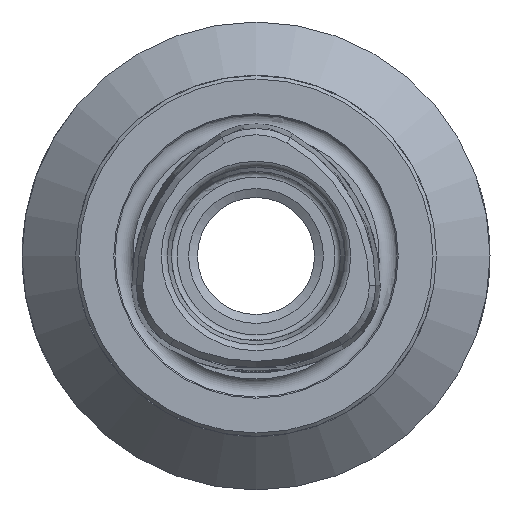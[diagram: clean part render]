
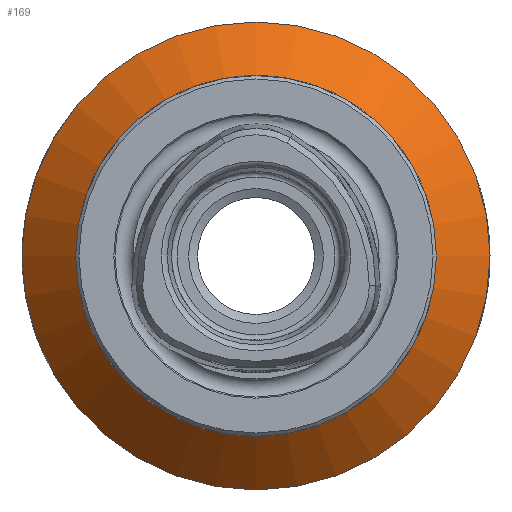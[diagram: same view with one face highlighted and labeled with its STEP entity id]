
A CAD part, left-side view. The second image highlights one B-rep face of the part: STEP entity #169.
In plain terms, the highlighted conical face has half-angle 45 degrees and reference radius 20.75 mm.
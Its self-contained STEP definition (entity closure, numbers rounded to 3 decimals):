
#169 = ADVANCED_FACE( '', ( #419, #420 ), #421, .T. );
#419 = FACE_BOUND( '', #783, .T. );
#420 = FACE_OUTER_BOUND( '', #784, .T. );
#421 = CONICAL_SURFACE( '', #785, 20.75, 0.785 );
#783 = EDGE_LOOP( '', ( #1228 ) );
#784 = EDGE_LOOP( '', ( #1229 ) );
#785 = AXIS2_PLACEMENT_3D( '', #1230, #1231, #1232 );
#1228 = ORIENTED_EDGE( '', *, *, #1977, .F. );
#1229 = ORIENTED_EDGE( '', *, *, #1978, .T. );
#1230 = CARTESIAN_POINT( '', ( 19.75, 0., 0. ) );
#1231 = DIRECTION( '', ( 1., 0., 0. ) );
#1232 = DIRECTION( '', ( 0., 0., -1. ) );
#1977 = EDGE_CURVE( '', #2342, #2342, #2343, .T. );
#1978 = EDGE_CURVE( '', #2344, #2344, #2345, .T. );
#2342 = VERTEX_POINT( '', #2939 );
#2343 = CIRCLE( '', #2940, 16. );
#2344 = VERTEX_POINT( '', #2941 );
#2345 = CIRCLE( '', #2942, 20.75 );
#2939 = CARTESIAN_POINT( '', ( 15., 0., 16. ) );
#2940 = AXIS2_PLACEMENT_3D( '', #3937, #3938, #3939 );
#2941 = CARTESIAN_POINT( '', ( 19.75, 0., 20.75 ) );
#2942 = AXIS2_PLACEMENT_3D( '', #3940, #3941, #3942 );
#3937 = CARTESIAN_POINT( '', ( 15., 0., 0. ) );
#3938 = DIRECTION( '', ( -1., 0., 0. ) );
#3939 = DIRECTION( '', ( 0., 0., 1. ) );
#3940 = CARTESIAN_POINT( '', ( 19.75, 0., 0. ) );
#3941 = DIRECTION( '', ( -1., 0., 0. ) );
#3942 = DIRECTION( '', ( 0., 0., 1. ) );
